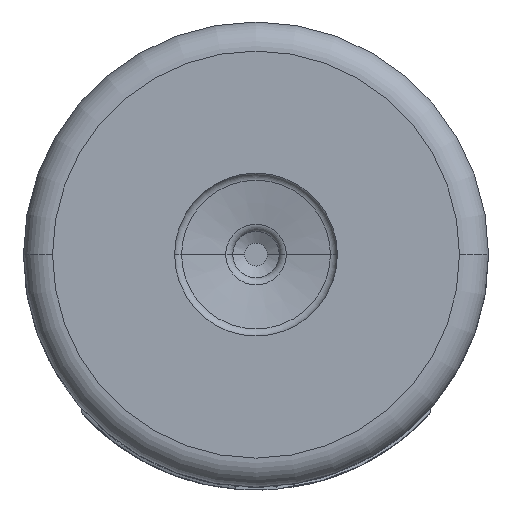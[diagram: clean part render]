
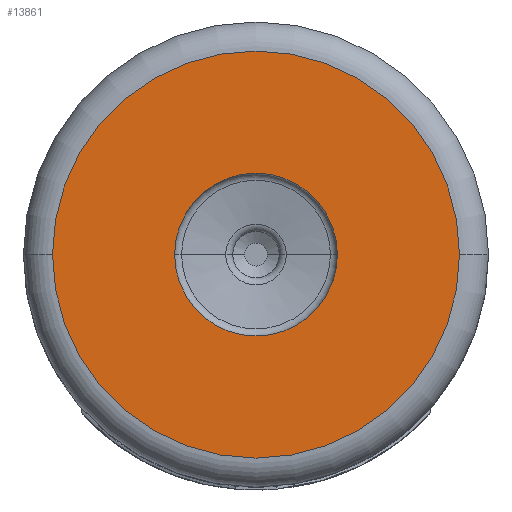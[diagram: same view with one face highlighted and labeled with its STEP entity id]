
A CAD part, front view. The second image highlights one B-rep face of the part: STEP entity #13861.
In plain terms, the highlighted planar face has unit normal (0, -1, 0).
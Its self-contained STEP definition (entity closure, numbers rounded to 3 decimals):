
#1895=CARTESIAN_POINT('',(0.,-4.,0.));
#1896=DIRECTION('',(0.,-1.,0.));
#1897=DIRECTION('',(1.,0.,0.));
#1898=AXIS2_PLACEMENT_3D('',#1895,#1896,#1897);
#1910=CARTESIAN_POINT('',(0.,-4.,0.));
#1911=DIRECTION('',(0.,-1.,0.));
#1912=DIRECTION('',(-1.,0.,0.));
#1913=AXIS2_PLACEMENT_3D('',#1910,#1911,#1912);
#1915=CARTESIAN_POINT('',(0.,-4.,0.));
#1916=DIRECTION('',(0.,-1.,0.));
#1917=DIRECTION('',(1.,0.,0.));
#1918=AXIS2_PLACEMENT_3D('',#1915,#1916,#1917);
#1920=CARTESIAN_POINT('',(0.,-4.,0.));
#1921=DIRECTION('',(0.,-1.,0.));
#1922=DIRECTION('',(-1.,0.,0.));
#1923=AXIS2_PLACEMENT_3D('',#1920,#1921,#1922);
#11823=CARTESIAN_POINT('',(-1.4,-4.,0.));
#11824=CARTESIAN_POINT('',(1.4,-4.,0.));
#11825=VERTEX_POINT('',#11823);
#11826=VERTEX_POINT('',#11824);
#11827=CARTESIAN_POINT('',(3.5,-4.,0.));
#11828=CARTESIAN_POINT('',(-3.5,-4.,0.));
#11829=VERTEX_POINT('',#11827);
#11830=VERTEX_POINT('',#11828);
#13845=CARTESIAN_POINT('',(0.,-4.,0.));
#13846=DIRECTION('',(0.,1.,0.));
#13847=DIRECTION('',(1.,0.,0.));
#13848=AXIS2_PLACEMENT_3D('',#13845,#13846,#13847);
#13849=PLANE('',#13848);
#13850=ORIENTED_EDGE('',*,*,#13835,.F.);
#13852=ORIENTED_EDGE('',*,*,#13851,.F.);
#13853=EDGE_LOOP('',(#13850,#13852));
#13854=FACE_OUTER_BOUND('',#13853,.F.);
#13856=ORIENTED_EDGE('',*,*,#13855,.T.);
#13858=ORIENTED_EDGE('',*,*,#13857,.T.);
#13859=EDGE_LOOP('',(#13856,#13858));
#13860=FACE_BOUND('',#13859,.F.);
#13861=ADVANCED_FACE('',(#13854,#13860),#13849,.F.);
#1899=CIRCLE('',#1898,3.5);
#1914=CIRCLE('',#1913,1.4);
#1919=CIRCLE('',#1918,1.4);
#1924=CIRCLE('',#1923,3.5);
#13835=EDGE_CURVE('',#11829,#11830,#1899,.T.);
#13851=EDGE_CURVE('',#11830,#11829,#1924,.T.);
#13855=EDGE_CURVE('',#11825,#11826,#1914,.T.);
#13857=EDGE_CURVE('',#11826,#11825,#1919,.T.);
